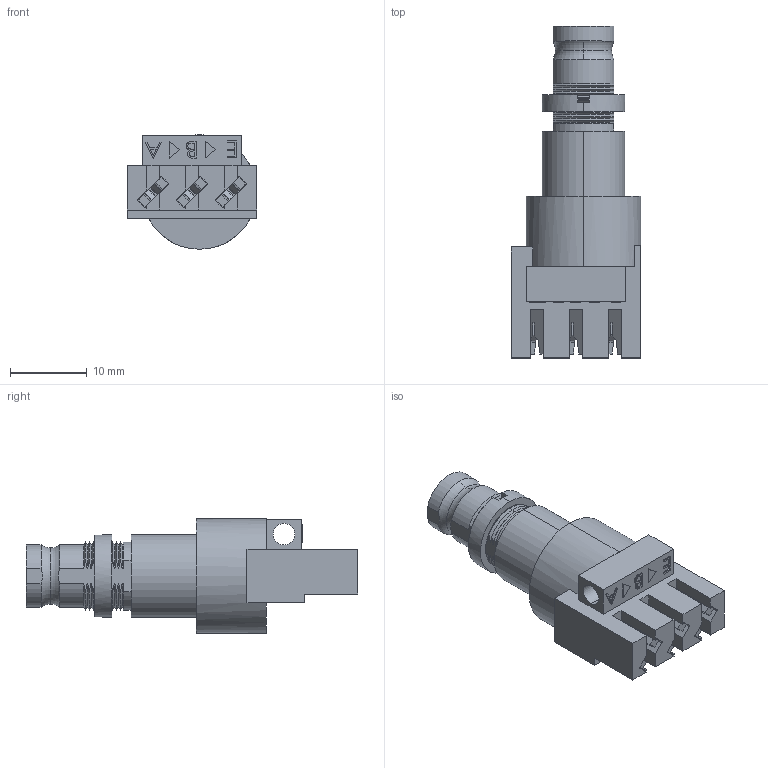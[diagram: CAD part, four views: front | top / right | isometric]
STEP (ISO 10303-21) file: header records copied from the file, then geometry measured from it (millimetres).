
FILE_DESCRIPTION (( 'STEP AP203' ), '1' );
FILE_NAME ('ACK3010.STEP', '2006-06-30T20:17:51', ( ' ' ), ( ' ' ), 'SwSTEP 2.0', 'SolidWorks 2005354', '' );
FILE_SCHEMA (( 'CONFIG_CONTROL_DESIGN' ));
Length unit declared in the file: inch
Products named in the file (3): ACK3010-MA1; ACK3010
Assembly tree (2 placements, depth 2):
  ACK3010
    ACK3010
    ACK3010-MA1
Bounding box: 16.89 x 43.31 x 14.94 mm (x, y, z)
Volume: 4308.1 mm3; surface area: 3096.4 mm2
Topology: 2 solids, 2 shells, 319 faces, 879 edges, 580 vertices
Faces by surface type: plane 162, cylinder 84, cone 60, bspline 9, torus 4
Entity records: 11370 total; most frequent: CARTESIAN_POINT 2914, ORIENTED_EDGE 1758, DIRECTION 1649, EDGE_CURVE 879, VERTEX_POINT 580, AXIS2_PLACEMENT_3D 557, VECTOR 535, LINE 535
